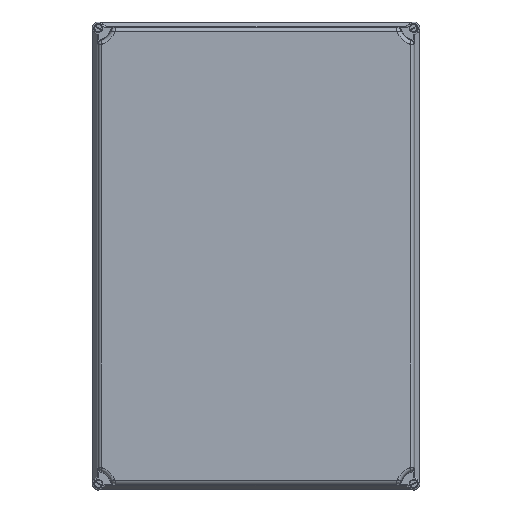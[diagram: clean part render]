
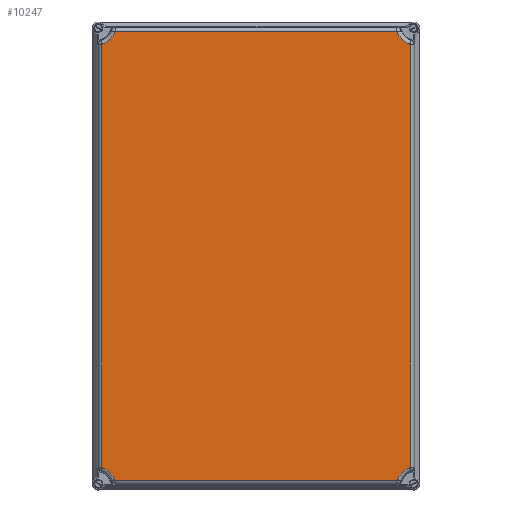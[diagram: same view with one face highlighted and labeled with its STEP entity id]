
A CAD part, top view. The second image highlights one B-rep face of the part: STEP entity #10247.
In plain terms, the highlighted face is planar.
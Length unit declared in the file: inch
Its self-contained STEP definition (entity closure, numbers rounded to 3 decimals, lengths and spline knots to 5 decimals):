
#949=LINE($,#17766,#1601);
#951=LINE($,#17842,#1603);
#954=LINE($,#17849,#1606);
#956=LINE($,#17920,#1608);
#1601=VECTOR($,#14019,14.22921);
#1603=VECTOR($,#14067,21.31581);
#1606=VECTOR($,#14074,21.31581);
#1608=VECTOR($,#14118,14.22921);
#1968=PLANE($,#11393);
#2565=FACE_OUTER_BOUND($,#3263,.T.);
#3263=EDGE_LOOP($,(#8679,#8680,#8681,#8682,#8683,#8684,#8685,#8686,#8687,
#8688,#8689,#8690,#8691,#8692,#8693,#8694));
#3916=CIRCLE($,#11331,0.02871);
#3920=CIRCLE($,#11335,0.02871);
#3922=CIRCLE($,#11338,1.03428);
#3926=CIRCLE($,#11343,1.03428);
#3928=CIRCLE($,#11345,0.02871);
#3932=CIRCLE($,#11349,0.02871);
#3936=CIRCLE($,#11355,0.02871);
#3940=CIRCLE($,#11359,0.02871);
#3942=CIRCLE($,#11362,1.03428);
#3946=CIRCLE($,#11367,1.03428);
#3948=CIRCLE($,#11369,0.02871);
#3952=CIRCLE($,#11373,0.02871);
#4804=VERTEX_POINT($,#17763);
#4805=VERTEX_POINT($,#17765);
#4808=VERTEX_POINT($,#17780);
#4809=VERTEX_POINT($,#17793);
#4812=VERTEX_POINT($,#17800);
#4813=VERTEX_POINT($,#17805);
#4816=VERTEX_POINT($,#17820);
#4817=VERTEX_POINT($,#17833);
#4820=VERTEX_POINT($,#17840);
#4821=VERTEX_POINT($,#17845);
#4824=VERTEX_POINT($,#17860);
#4825=VERTEX_POINT($,#17873);
#4828=VERTEX_POINT($,#17880);
#4829=VERTEX_POINT($,#17885);
#4832=VERTEX_POINT($,#17900);
#4833=VERTEX_POINT($,#17913);
#6108=EDGE_CURVE($,#4804,#4805,#949,.T.);
#6112=EDGE_CURVE($,#4808,#4804,#3916,.T.);
#6116=EDGE_CURVE($,#4805,#4809,#3920,.T.);
#6118=EDGE_CURVE($,#4812,#4808,#3922,.T.);
#6122=EDGE_CURVE($,#4809,#4813,#3926,.T.);
#6124=EDGE_CURVE($,#4816,#4812,#3928,.T.);
#6128=EDGE_CURVE($,#4813,#4817,#3932,.T.);
#6130=EDGE_CURVE($,#4820,#4816,#951,.T.);
#6134=EDGE_CURVE($,#4817,#4821,#954,.T.);
#6136=EDGE_CURVE($,#4824,#4820,#3936,.T.);
#6140=EDGE_CURVE($,#4821,#4825,#3940,.T.);
#6142=EDGE_CURVE($,#4828,#4824,#3942,.T.);
#6146=EDGE_CURVE($,#4825,#4829,#3946,.T.);
#6148=EDGE_CURVE($,#4832,#4828,#3948,.T.);
#6152=EDGE_CURVE($,#4829,#4833,#3952,.T.);
#6154=EDGE_CURVE($,#4833,#4832,#956,.T.);
#8679=ORIENTED_EDGE($,*,*,#6108,.F.);
#8680=ORIENTED_EDGE($,*,*,#6112,.F.);
#8681=ORIENTED_EDGE($,*,*,#6118,.F.);
#8682=ORIENTED_EDGE($,*,*,#6124,.F.);
#8683=ORIENTED_EDGE($,*,*,#6130,.F.);
#8684=ORIENTED_EDGE($,*,*,#6136,.F.);
#8685=ORIENTED_EDGE($,*,*,#6142,.F.);
#8686=ORIENTED_EDGE($,*,*,#6148,.F.);
#8687=ORIENTED_EDGE($,*,*,#6154,.F.);
#8688=ORIENTED_EDGE($,*,*,#6152,.F.);
#8689=ORIENTED_EDGE($,*,*,#6146,.F.);
#8690=ORIENTED_EDGE($,*,*,#6140,.F.);
#8691=ORIENTED_EDGE($,*,*,#6134,.F.);
#8692=ORIENTED_EDGE($,*,*,#6128,.F.);
#8693=ORIENTED_EDGE($,*,*,#6122,.F.);
#8694=ORIENTED_EDGE($,*,*,#6116,.F.);
#10247=ADVANCED_FACE($,(#2565),#1968,.F.);
#11331=AXIS2_PLACEMENT_3D($,#17782,#14025,#14026);
#11335=AXIS2_PLACEMENT_3D($,#17797,#14033,#14034);
#11338=AXIS2_PLACEMENT_3D($,#17802,#14039,#14040);
#11343=AXIS2_PLACEMENT_3D($,#17809,#14049,#14050);
#11345=AXIS2_PLACEMENT_3D($,#17822,#14053,#14054);
#11349=AXIS2_PLACEMENT_3D($,#17837,#14061,#14062);
#11355=AXIS2_PLACEMENT_3D($,#17862,#14077,#14078);
#11359=AXIS2_PLACEMENT_3D($,#17877,#14085,#14086);
#11362=AXIS2_PLACEMENT_3D($,#17882,#14091,#14092);
#11367=AXIS2_PLACEMENT_3D($,#17889,#14101,#14102);
#11369=AXIS2_PLACEMENT_3D($,#17902,#14105,#14106);
#11373=AXIS2_PLACEMENT_3D($,#17917,#14113,#14114);
#11393=AXIS2_PLACEMENT_3D($,#18007,#14174,#14175);
#14019=DIRECTION($,(1.,0.,0.));
#14025=DIRECTION('center_axis',(0.,0.,1.));
#14026=DIRECTION('ref_axis',(-0.572,-0.82,0.));
#14033=DIRECTION('center_axis',(0.,0.,1.));
#14034=DIRECTION('ref_axis',(0.572,-0.82,0.));
#14039=DIRECTION('center_axis',(0.,0.,-1.));
#14040=DIRECTION('ref_axis',(0.707,0.707,0.));
#14049=DIRECTION('center_axis',(0.,0.,-1.));
#14050=DIRECTION('ref_axis',(-0.707,0.707,0.));
#14053=DIRECTION('center_axis',(0.,0.,1.));
#14054=DIRECTION('ref_axis',(-0.82,-0.572,0.));
#14061=DIRECTION('center_axis',(0.,0.,1.));
#14062=DIRECTION('ref_axis',(0.82,-0.572,0.));
#14067=DIRECTION($,(0.,-1.,0.));
#14074=DIRECTION($,(0.,1.,0.));
#14077=DIRECTION('center_axis',(0.,0.,1.));
#14078=DIRECTION('ref_axis',(-0.82,0.572,0.));
#14085=DIRECTION('center_axis',(0.,0.,1.));
#14086=DIRECTION('ref_axis',(0.82,0.572,0.));
#14091=DIRECTION('center_axis',(0.,0.,-1.));
#14092=DIRECTION('ref_axis',(0.707,-0.707,0.));
#14101=DIRECTION('center_axis',(0.,0.,-1.));
#14102=DIRECTION('ref_axis',(-0.707,-0.707,0.));
#14105=DIRECTION('center_axis',(0.,0.,1.));
#14106=DIRECTION('ref_axis',(-0.572,0.82,0.));
#14113=DIRECTION('center_axis',(0.,0.,1.));
#14114=DIRECTION('ref_axis',(0.572,0.82,0.));
#14118=DIRECTION($,(-1.,0.,0.));
#14174=DIRECTION('center_axis',(0.,0.,1.));
#14175=DIRECTION('ref_axis',(1.,0.,0.));
#17763=CARTESIAN_POINT('',(-7.11461,-11.31654,-2.08661));
#17765=CARTESIAN_POINT('',(7.11461,-11.31654,-2.08661));
#17766=CARTESIAN_POINT($,(-7.11461,-11.31654,-2.08661));
#17780=CARTESIAN_POINT('',(-7.14155,-11.29776,-2.08661));
#17782=CARTESIAN_POINT('Origin',(-7.11461,-11.28783,-2.08661));
#17793=CARTESIAN_POINT('',(7.14155,-11.29776,-2.08661));
#17797=CARTESIAN_POINT('Origin',(7.11461,-11.28783,-2.08661));
#17800=CARTESIAN_POINT('',(-7.75446,-10.68485,-2.08661));
#17802=CARTESIAN_POINT('Origin',(-8.11204,-11.65534,-2.08661));
#17805=CARTESIAN_POINT('',(7.75446,-10.68485,-2.08661));
#17809=CARTESIAN_POINT('Origin',(8.11204,-11.65534,-2.08661));
#17820=CARTESIAN_POINT('',(-7.77324,-10.65791,-2.08661));
#17822=CARTESIAN_POINT('Origin',(-7.74453,-10.65791,-2.08661));
#17833=CARTESIAN_POINT('',(7.77324,-10.65791,-2.08661));
#17837=CARTESIAN_POINT('Origin',(7.74453,-10.65791,-2.08661));
#17840=CARTESIAN_POINT('',(-7.77324,10.65791,-2.08661));
#17842=CARTESIAN_POINT($,(-7.77324,10.65791,-2.08661));
#17845=CARTESIAN_POINT('',(7.77324,10.65791,-2.08661));
#17849=CARTESIAN_POINT($,(7.77324,-10.65791,-2.08661));
#17860=CARTESIAN_POINT('',(-7.75446,10.68485,-2.08661));
#17862=CARTESIAN_POINT('Origin',(-7.74453,10.65791,-2.08661));
#17873=CARTESIAN_POINT('',(7.75446,10.68485,-2.08661));
#17877=CARTESIAN_POINT('Origin',(7.74453,10.65791,-2.08661));
#17880=CARTESIAN_POINT('',(-7.14155,11.29776,-2.08661));
#17882=CARTESIAN_POINT('Origin',(-8.11204,11.65534,-2.08661));
#17885=CARTESIAN_POINT('',(7.14155,11.29776,-2.08661));
#17889=CARTESIAN_POINT('Origin',(8.11204,11.65534,-2.08661));
#17900=CARTESIAN_POINT('',(-7.11461,11.31654,-2.08661));
#17902=CARTESIAN_POINT('Origin',(-7.11461,11.28783,-2.08661));
#17913=CARTESIAN_POINT('',(7.11461,11.31654,-2.08661));
#17917=CARTESIAN_POINT('Origin',(7.11461,11.28783,-2.08661));
#17920=CARTESIAN_POINT($,(7.11461,11.31654,-2.08661));
#18007=CARTESIAN_POINT('Origin',(0.,0.,-2.08661));
